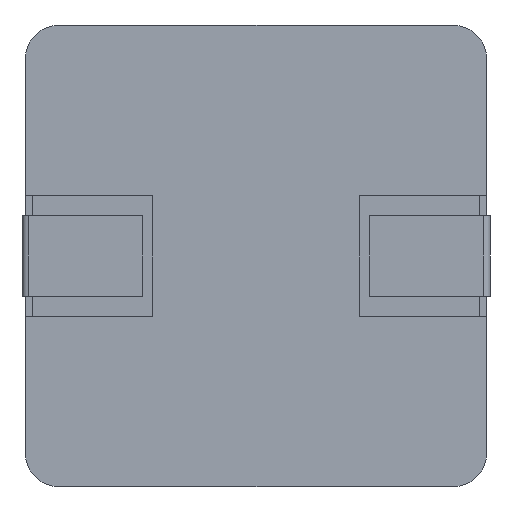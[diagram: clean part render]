
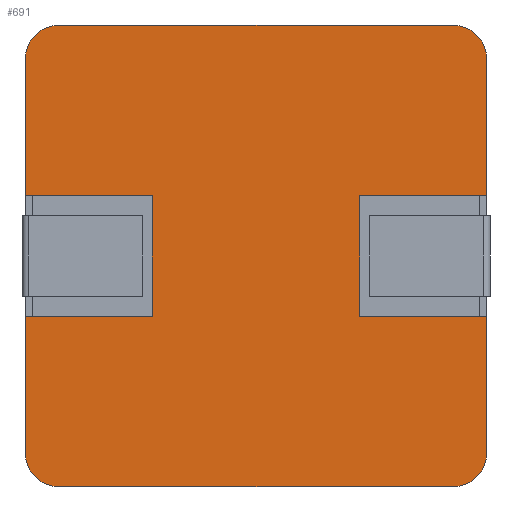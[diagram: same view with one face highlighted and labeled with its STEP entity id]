
A CAD part, front view. The second image highlights one B-rep face of the part: STEP entity #691.
In plain terms, the highlighted planar face has unit normal (0, -1, 0).
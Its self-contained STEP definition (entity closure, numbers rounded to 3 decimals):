
#3 = CARTESIAN_POINT ( 'NONE',  ( -1.55, -2.375, -0.9 ) ) ;
#37 = VERTEX_POINT ( 'NONE', #1399 ) ;
#71 = VERTEX_POINT ( 'NONE', #771 ) ;
#73 = CARTESIAN_POINT ( 'NONE',  ( 3.45, -2.375, -0.9 ) ) ;
#81 = CARTESIAN_POINT ( 'NONE',  ( 3.45, -2.375, -2.95 ) ) ;
#83 = VECTOR ( 'NONE', #741, 1000. ) ;
#102 = ORIENTED_EDGE ( 'NONE', *, *, #2148, .T. ) ;
#123 = ORIENTED_EDGE ( 'NONE', *, *, #1270, .T. ) ;
#175 = VECTOR ( 'NONE', #2651, 1000. ) ;
#188 = CARTESIAN_POINT ( 'NONE',  ( 2.95, -2.375, 3.45 ) ) ;
#193 = CARTESIAN_POINT ( 'NONE',  ( -2.95, -2.375, 3.45 ) ) ;
#210 = CIRCLE ( 'NONE', #1280, 0.5 ) ;
#220 = LINE ( 'NONE', #920, #1859 ) ;
#242 = VECTOR ( 'NONE', #2678, 1000. ) ;
#304 = DIRECTION ( 'NONE',  ( 0., 0., -1. ) ) ;
#311 = VECTOR ( 'NONE', #924, 1000. ) ;
#313 = DIRECTION ( 'NONE',  ( 0., -1., 0. ) ) ;
#344 = DIRECTION ( 'NONE',  ( 0., -1., 0. ) ) ;
#348 = DIRECTION ( 'NONE',  ( 0., 0., -1. ) ) ;
#363 = ORIENTED_EDGE ( 'NONE', *, *, #2611, .T. ) ;
#405 = CARTESIAN_POINT ( 'NONE',  ( 3.45, -2.375, 0.9 ) ) ;
#466 = CARTESIAN_POINT ( 'NONE',  ( 1.55, -2.375, -0.9 ) ) ;
#476 = VECTOR ( 'NONE', #592, 1000. ) ;
#478 = LINE ( 'NONE', #640, #2126 ) ;
#505 = VERTEX_POINT ( 'NONE', #2687 ) ;
#522 = EDGE_CURVE ( 'NONE', #2217, #71, #788, .T. ) ;
#523 = VECTOR ( 'NONE', #1012, 1000. ) ;
#560 = ORIENTED_EDGE ( 'NONE', *, *, #1795, .F. ) ;
#567 = VERTEX_POINT ( 'NONE', #965 ) ;
#592 = DIRECTION ( 'NONE',  ( 0., 0., -1. ) ) ;
#640 = CARTESIAN_POINT ( 'NONE',  ( 0., -2.375, -0.9 ) ) ;
#658 = ORIENTED_EDGE ( 'NONE', *, *, #1303, .T. ) ;
#674 = DIRECTION ( 'NONE',  ( 0., 0., 1. ) ) ;
#685 = CIRCLE ( 'NONE', #2467, 0.5 ) ;
#686 = AXIS2_PLACEMENT_3D ( 'NONE', #1832, #344, #2723 ) ;
#691 = ADVANCED_FACE ( 'NONE', ( #2589 ), #837, .T. ) ;
#701 = VERTEX_POINT ( 'NONE', #1876 ) ;
#720 = LINE ( 'NONE', #466, #175 ) ;
#732 = VERTEX_POINT ( 'NONE', #1259 ) ;
#741 = DIRECTION ( 'NONE',  ( 0., 0., 1. ) ) ;
#763 = ORIENTED_EDGE ( 'NONE', *, *, #2707, .T. ) ;
#771 = CARTESIAN_POINT ( 'NONE',  ( 2.95, -2.375, -3.45 ) ) ;
#774 = CARTESIAN_POINT ( 'NONE',  ( -2.95, -2.375, -3.45 ) ) ;
#786 = CARTESIAN_POINT ( 'NONE',  ( 0., -2.375, 0.9 ) ) ;
#788 = LINE ( 'NONE', #1775, #242 ) ;
#816 = VERTEX_POINT ( 'NONE', #1511 ) ;
#837 = PLANE ( 'NONE',  #2162 ) ;
#848 = ORIENTED_EDGE ( 'NONE', *, *, #2758, .T. ) ;
#874 = LINE ( 'NONE', #2762, #523 ) ;
#903 = CARTESIAN_POINT ( 'NONE',  ( 3.45, -2.375, -2.95 ) ) ;
#920 = CARTESIAN_POINT ( 'NONE',  ( -3.45, -2.375, 2.95 ) ) ;
#924 = DIRECTION ( 'NONE',  ( 0., 0., 1. ) ) ;
#936 = ORIENTED_EDGE ( 'NONE', *, *, #1739, .T. ) ;
#965 = CARTESIAN_POINT ( 'NONE',  ( -1.55, -2.375, 0.9 ) ) ;
#984 = ORIENTED_EDGE ( 'NONE', *, *, #522, .T. ) ;
#1012 = DIRECTION ( 'NONE',  ( -1., 0., 0. ) ) ;
#1018 = ORIENTED_EDGE ( 'NONE', *, *, #2449, .T. ) ;
#1040 = DIRECTION ( 'NONE',  ( 0., 0., -1. ) ) ;
#1064 = DIRECTION ( 'NONE',  ( 0., -1., 0. ) ) ;
#1072 = LINE ( 'NONE', #2786, #476 ) ;
#1161 = VERTEX_POINT ( 'NONE', #81 ) ;
#1163 = VERTEX_POINT ( 'NONE', #73 ) ;
#1169 = CARTESIAN_POINT ( 'NONE',  ( -2.95, -2.375, -2.95 ) ) ;
#1259 = CARTESIAN_POINT ( 'NONE',  ( 1.55, -2.375, -0.9 ) ) ;
#1270 = EDGE_CURVE ( 'NONE', #1161, #1163, #1816, .T. ) ;
#1272 = VERTEX_POINT ( 'NONE', #2633 ) ;
#1280 = AXIS2_PLACEMENT_3D ( 'NONE', #1169, #1543, #2211 ) ;
#1303 = EDGE_CURVE ( 'NONE', #2296, #816, #2166, .T. ) ;
#1344 = ORIENTED_EDGE ( 'NONE', *, *, #2650, .T. ) ;
#1399 = CARTESIAN_POINT ( 'NONE',  ( -3.45, -2.375, -0.9 ) ) ;
#1421 = DIRECTION ( 'NONE',  ( 1., 0., 0. ) ) ;
#1427 = CARTESIAN_POINT ( 'NONE',  ( -1.55, -2.375, -0.9 ) ) ;
#1430 = EDGE_CURVE ( 'NONE', #2239, #1598, #1881, .T. ) ;
#1456 = ORIENTED_EDGE ( 'NONE', *, *, #1781, .T. ) ;
#1463 = DIRECTION ( 'NONE',  ( 0., 0., -1. ) ) ;
#1485 = VERTEX_POINT ( 'NONE', #1427 ) ;
#1511 = CARTESIAN_POINT ( 'NONE',  ( 3.45, -2.375, 2.95 ) ) ;
#1543 = DIRECTION ( 'NONE',  ( 0., -1., 0. ) ) ;
#1589 = CARTESIAN_POINT ( 'NONE',  ( 2.95, -2.375, 2.95 ) ) ;
#1598 = VERTEX_POINT ( 'NONE', #2568 ) ;
#1672 = CARTESIAN_POINT ( 'NONE',  ( 1.55, -2.375, -0.9 ) ) ;
#1675 = CIRCLE ( 'NONE', #1918, 0.5 ) ;
#1739 = EDGE_CURVE ( 'NONE', #701, #567, #2365, .T. ) ;
#1775 = CARTESIAN_POINT ( 'NONE',  ( -2.95, -2.375, -3.45 ) ) ;
#1781 = EDGE_CURVE ( 'NONE', #1598, #701, #1072, .T. ) ;
#1785 = VECTOR ( 'NONE', #1421, 1000. ) ;
#1795 = EDGE_CURVE ( 'NONE', #732, #1163, #2122, .T. ) ;
#1804 = CARTESIAN_POINT ( 'NONE',  ( 3.45, -2.375, -2.95 ) ) ;
#1814 = VECTOR ( 'NONE', #674, 1000. ) ;
#1816 = LINE ( 'NONE', #903, #311 ) ;
#1832 = CARTESIAN_POINT ( 'NONE',  ( -2.95, -2.375, 2.95 ) ) ;
#1859 = VECTOR ( 'NONE', #304, 1000. ) ;
#1868 = DIRECTION ( 'NONE',  ( 1., 0., 0. ) ) ;
#1876 = CARTESIAN_POINT ( 'NONE',  ( -3.45, -2.375, 0.9 ) ) ;
#1881 = CIRCLE ( 'NONE', #686, 0.5 ) ;
#1918 = AXIS2_PLACEMENT_3D ( 'NONE', #1589, #313, #348 ) ;
#1997 = ORIENTED_EDGE ( 'NONE', *, *, #2362, .F. ) ;
#2013 = EDGE_CURVE ( 'NONE', #1272, #2217, #210, .T. ) ;
#2040 = ORIENTED_EDGE ( 'NONE', *, *, #2293, .F. ) ;
#2072 = CARTESIAN_POINT ( 'NONE',  ( 2.95, -2.375, -2.95 ) ) ;
#2086 = EDGE_LOOP ( 'NONE', ( #2040, #1344, #2393, #984, #102, #123, #560, #363, #763, #658, #1018, #848, #2509, #1456, #936, #1997 ) ) ;
#2121 = DIRECTION ( 'NONE',  ( 1., 0., 0. ) ) ;
#2122 = LINE ( 'NONE', #1672, #2696 ) ;
#2123 = LINE ( 'NONE', #3, #1814 ) ;
#2126 = VECTOR ( 'NONE', #2121, 1000. ) ;
#2148 = EDGE_CURVE ( 'NONE', #71, #1161, #685, .T. ) ;
#2162 = AXIS2_PLACEMENT_3D ( 'NONE', #2335, #1064, #1463 ) ;
#2166 = LINE ( 'NONE', #1804, #83 ) ;
#2211 = DIRECTION ( 'NONE',  ( 0., 0., -1. ) ) ;
#2217 = VERTEX_POINT ( 'NONE', #774 ) ;
#2239 = VERTEX_POINT ( 'NONE', #193 ) ;
#2279 = VERTEX_POINT ( 'NONE', #188 ) ;
#2293 = EDGE_CURVE ( 'NONE', #37, #1485, #478, .T. ) ;
#2296 = VERTEX_POINT ( 'NONE', #405 ) ;
#2335 = CARTESIAN_POINT ( 'NONE',  ( 0., -2.375, 0. ) ) ;
#2362 = EDGE_CURVE ( 'NONE', #1485, #567, #2123, .T. ) ;
#2365 = LINE ( 'NONE', #786, #1785 ) ;
#2393 = ORIENTED_EDGE ( 'NONE', *, *, #2013, .T. ) ;
#2449 = EDGE_CURVE ( 'NONE', #816, #2279, #1675, .T. ) ;
#2467 = AXIS2_PLACEMENT_3D ( 'NONE', #2072, #2512, #1040 ) ;
#2509 = ORIENTED_EDGE ( 'NONE', *, *, #1430, .T. ) ;
#2512 = DIRECTION ( 'NONE',  ( 0., -1., 0. ) ) ;
#2516 = CARTESIAN_POINT ( 'NONE',  ( 1.55, -2.375, 0.9 ) ) ;
#2568 = CARTESIAN_POINT ( 'NONE',  ( -3.45, -2.375, 2.95 ) ) ;
#2589 = FACE_OUTER_BOUND ( 'NONE', #2086, .T. ) ;
#2611 = EDGE_CURVE ( 'NONE', #732, #505, #720, .T. ) ;
#2633 = CARTESIAN_POINT ( 'NONE',  ( -3.45, -2.375, -2.95 ) ) ;
#2650 = EDGE_CURVE ( 'NONE', #37, #1272, #220, .T. ) ;
#2651 = DIRECTION ( 'NONE',  ( 0., 0., 1. ) ) ;
#2678 = DIRECTION ( 'NONE',  ( 1., 0., 0. ) ) ;
#2687 = CARTESIAN_POINT ( 'NONE',  ( 1.55, -2.375, 0.9 ) ) ;
#2696 = VECTOR ( 'NONE', #1868, 1000. ) ;
#2698 = VECTOR ( 'NONE', #2731, 1000. ) ;
#2707 = EDGE_CURVE ( 'NONE', #505, #2296, #2790, .T. ) ;
#2723 = DIRECTION ( 'NONE',  ( 0., 0., -1. ) ) ;
#2731 = DIRECTION ( 'NONE',  ( 1., 0., 0. ) ) ;
#2758 = EDGE_CURVE ( 'NONE', #2279, #2239, #874, .T. ) ;
#2762 = CARTESIAN_POINT ( 'NONE',  ( 2.95, -2.375, 3.45 ) ) ;
#2786 = CARTESIAN_POINT ( 'NONE',  ( -3.45, -2.375, 2.95 ) ) ;
#2790 = LINE ( 'NONE', #2516, #2698 ) ;
